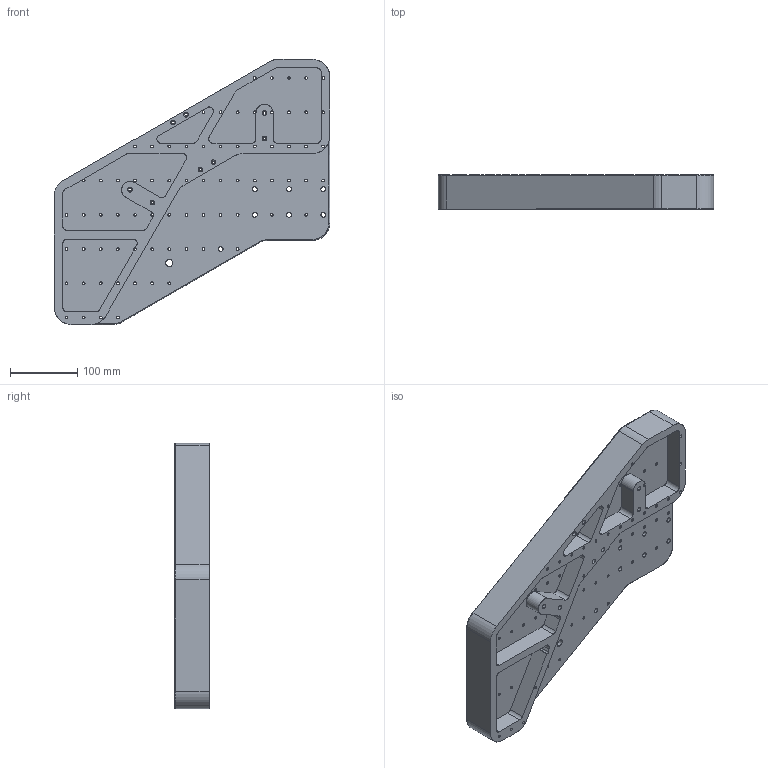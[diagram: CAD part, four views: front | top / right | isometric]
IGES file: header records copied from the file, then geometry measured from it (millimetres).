
Start section: SolidWorks IGES file using analytic representation for surfaces
Global section: file name: D1200423-v1 - HAM4 Table Extension.IGS; native system: SolidWorks 2012; preprocessor: SolidWorks 2012; author: tnguyen; date: 120730.114338; units: inch
Bounding box: 408.94 x 50.8 x 393.7 mm (x, y, z)
Surface area: 375786.4 mm2 (no closed solid volume)
Topology: 0 solids, 0 shells, 750 faces, 11394 edges, 11394 vertices
Faces by surface type: revolution 671, bspline 79
